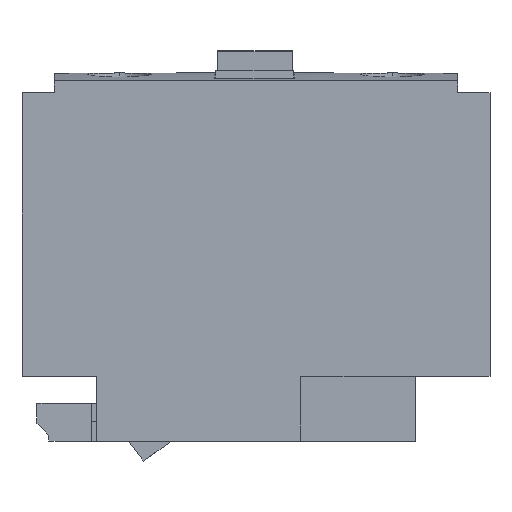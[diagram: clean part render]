
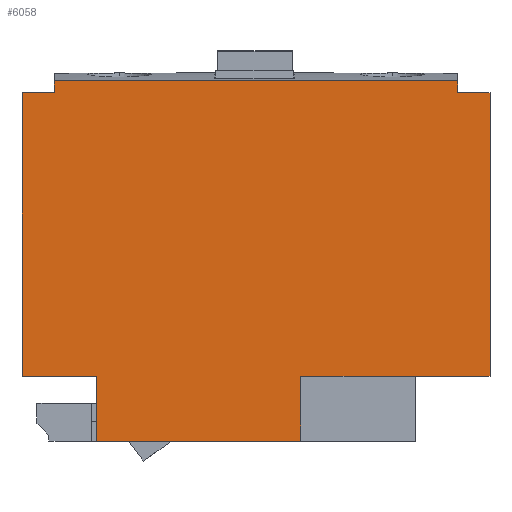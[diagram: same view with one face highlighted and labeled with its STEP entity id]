
A CAD part, left-side view. The second image highlights one B-rep face of the part: STEP entity #6058.
In plain terms, the highlighted planar face has unit normal (-1, 0, 0).
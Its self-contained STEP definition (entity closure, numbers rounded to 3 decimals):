
#1=DIRECTION('',(0.,-1.,0.));
#2=VECTOR('',#1,3.25);
#3=CARTESIAN_POINT('',(10.5,47.,0.));
#4=LINE('',#3,#2);
#5=DIRECTION('',(0.,1.,0.));
#6=VECTOR('',#5,40.5);
#7=CARTESIAN_POINT('',(10.5,3.25,1.2));
#8=LINE('',#7,#6);
#9=DIRECTION('',(0.,-1.,0.));
#10=VECTOR('',#9,3.25);
#11=CARTESIAN_POINT('',(10.5,3.25,0.));
#12=LINE('',#11,#10);
#13=DIRECTION('',(0.,0.,-1.));
#14=VECTOR('',#13,28.5);
#15=CARTESIAN_POINT('',(10.5,0.,0.));
#16=LINE('',#15,#14);
#17=DIRECTION('',(0.,1.,0.));
#18=VECTOR('',#17,7.5);
#19=CARTESIAN_POINT('',(10.5,0.,-28.5));
#20=LINE('',#19,#18);
#21=DIRECTION('',(0.,-1.,0.));
#22=VECTOR('',#21,11.5);
#23=CARTESIAN_POINT('',(10.5,19.,-28.5));
#24=LINE('',#23,#22);
#25=DIRECTION('',(0.,0.,1.));
#26=VECTOR('',#25,6.5);
#27=CARTESIAN_POINT('',(10.5,19.,-35.));
#28=LINE('',#27,#26);
#29=DIRECTION('',(0.,1.,0.));
#30=VECTOR('',#29,20.5);
#31=CARTESIAN_POINT('',(10.5,19.,-35.));
#32=LINE('',#31,#30);
#33=DIRECTION('',(0.,0.,1.));
#34=VECTOR('',#33,6.5);
#35=CARTESIAN_POINT('',(10.5,39.5,-35.));
#36=LINE('',#35,#34);
#37=DIRECTION('',(0.,1.,0.));
#38=VECTOR('',#37,7.5);
#39=CARTESIAN_POINT('',(10.5,39.5,-28.5));
#40=LINE('',#39,#38);
#41=DIRECTION('',(0.,0.,1.));
#42=VECTOR('',#41,28.5);
#43=CARTESIAN_POINT('',(10.5,47.,-28.5));
#44=LINE('',#43,#42);
#70=DIRECTION('',(0.,0.,1.));
#71=VECTOR('',#70,1.2);
#72=CARTESIAN_POINT('',(10.5,43.75,0.));
#73=LINE('',#72,#71);
#900=DIRECTION('',(0.,0.,1.));
#901=VECTOR('',#900,1.2);
#902=CARTESIAN_POINT('',(10.5,3.25,0.));
#903=LINE('',#902,#901);
#4813=CARTESIAN_POINT('',(10.5,0.,0.));
#4814=CARTESIAN_POINT('',(10.5,0.,-28.5));
#4815=VERTEX_POINT('',#4813);
#4816=VERTEX_POINT('',#4814);
#4817=CARTESIAN_POINT('',(10.5,39.5,-35.));
#4818=CARTESIAN_POINT('',(10.5,39.5,-28.5));
#4819=VERTEX_POINT('',#4817);
#4820=VERTEX_POINT('',#4818);
#4821=CARTESIAN_POINT('',(10.5,47.,-28.5));
#4822=VERTEX_POINT('',#4821);
#4823=CARTESIAN_POINT('',(10.5,47.,0.));
#4824=VERTEX_POINT('',#4823);
#5011=CARTESIAN_POINT('',(10.5,7.5,-28.5));
#5012=VERTEX_POINT('',#5011);
#5013=CARTESIAN_POINT('',(10.5,19.,-35.));
#5014=VERTEX_POINT('',#5013);
#5015=CARTESIAN_POINT('',(10.5,19.,-28.5));
#5016=VERTEX_POINT('',#5015);
#5017=CARTESIAN_POINT('',(10.5,3.25,1.2));
#5019=VERTEX_POINT('',#5017);
#5021=CARTESIAN_POINT('',(10.5,43.75,1.2));
#5023=VERTEX_POINT('',#5021);
#5049=CARTESIAN_POINT('',(10.5,3.25,0.));
#5051=VERTEX_POINT('',#5049);
#5061=CARTESIAN_POINT('',(10.5,43.75,0.));
#5063=VERTEX_POINT('',#5061);
#6025=CARTESIAN_POINT('',(10.5,23.5,-17.5));
#6026=DIRECTION('',(1.,0.,0.));
#6027=DIRECTION('',(0.,0.,-1.));
#6028=AXIS2_PLACEMENT_3D('',#6025,#6026,#6027);
#6029=PLANE('',#6028);
#6031=ORIENTED_EDGE('',*,*,#6030,.T.);
#6033=ORIENTED_EDGE('',*,*,#6032,.T.);
#6035=ORIENTED_EDGE('',*,*,#6034,.F.);
#6037=ORIENTED_EDGE('',*,*,#6036,.F.);
#6039=ORIENTED_EDGE('',*,*,#6038,.T.);
#6041=ORIENTED_EDGE('',*,*,#6040,.T.);
#6043=ORIENTED_EDGE('',*,*,#6042,.T.);
#6045=ORIENTED_EDGE('',*,*,#6044,.F.);
#6047=ORIENTED_EDGE('',*,*,#6046,.F.);
#6049=ORIENTED_EDGE('',*,*,#6048,.T.);
#6051=ORIENTED_EDGE('',*,*,#6050,.T.);
#6053=ORIENTED_EDGE('',*,*,#6052,.T.);
#6055=ORIENTED_EDGE('',*,*,#6054,.T.);
#6056=EDGE_LOOP('',(#6031,#6033,#6035,#6037,#6039,#6041,#6043,#6045,#6047,#6049,
#6051,#6053,#6055));
#6057=FACE_OUTER_BOUND('',#6056,.F.);
#6058=ADVANCED_FACE('',(#6057),#6029,.F.);
#6030=EDGE_CURVE('',#4824,#5063,#4,.T.);
#6032=EDGE_CURVE('',#5063,#5023,#73,.T.);
#6034=EDGE_CURVE('',#5019,#5023,#8,.T.);
#6036=EDGE_CURVE('',#5051,#5019,#903,.T.);
#6038=EDGE_CURVE('',#5051,#4815,#12,.T.);
#6040=EDGE_CURVE('',#4815,#4816,#16,.T.);
#6042=EDGE_CURVE('',#4816,#5012,#20,.T.);
#6044=EDGE_CURVE('',#5016,#5012,#24,.T.);
#6046=EDGE_CURVE('',#5014,#5016,#28,.T.);
#6048=EDGE_CURVE('',#5014,#4819,#32,.T.);
#6050=EDGE_CURVE('',#4819,#4820,#36,.T.);
#6052=EDGE_CURVE('',#4820,#4822,#40,.T.);
#6054=EDGE_CURVE('',#4822,#4824,#44,.T.);
